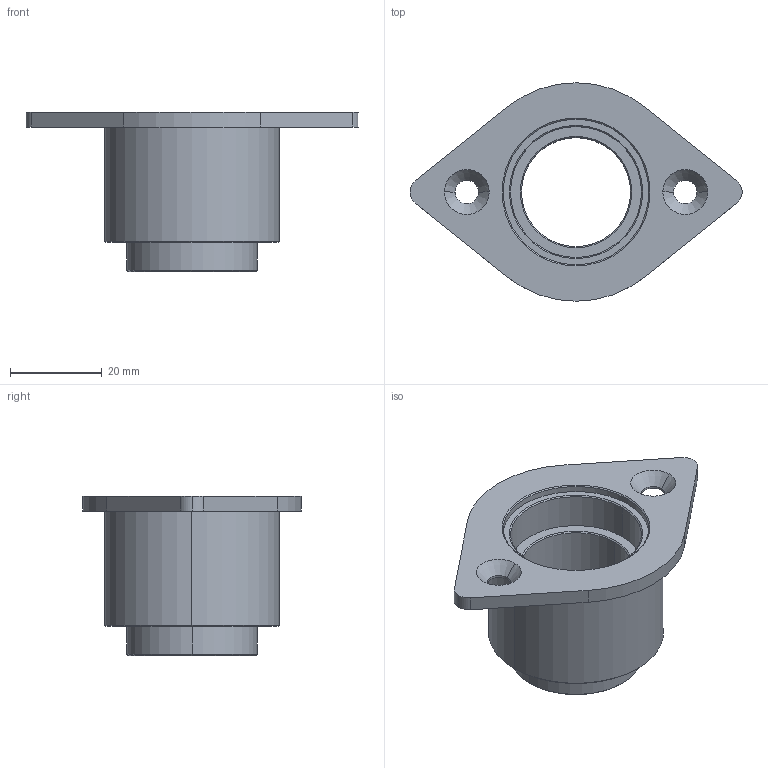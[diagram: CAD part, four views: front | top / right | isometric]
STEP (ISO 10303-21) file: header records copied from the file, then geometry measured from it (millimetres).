
FILE_DESCRIPTION (( 'STEP AP214' ), '1' );
FILE_NAME ('217-3634-STEP.STEP', '2013-12-10T19:12:34', ( '' ), ( '' ), 'SwSTEP 2.0', 'SolidWorks 2013', '' );
FILE_SCHEMA (( 'AUTOMOTIVE_DESIGN' ));
Length unit declared in the file: inch
Products named in the file (1): 217-3634-STEP
Bounding box: 72.38 x 47.62 x 34.67 mm (x, y, z)
Volume: 21840.4 mm3; surface area: 10268 mm2
Topology: 1 solids, 1 shells, 45 faces, 101 edges, 62 vertices
Faces by surface type: cylinder 19, cone 16, plane 10
Entity records: 1313 total; most frequent: DIRECTION 247, CARTESIAN_POINT 209, ORIENTED_EDGE 202, EDGE_CURVE 101, AXIS2_PLACEMENT_3D 100, VERTEX_POINT 62, EDGE_LOOP 55, CIRCLE 54
